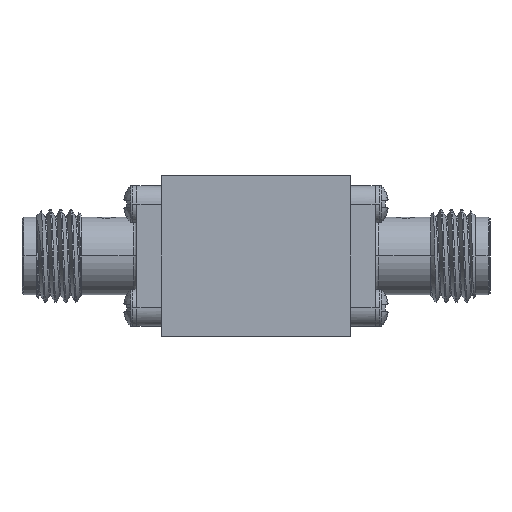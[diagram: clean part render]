
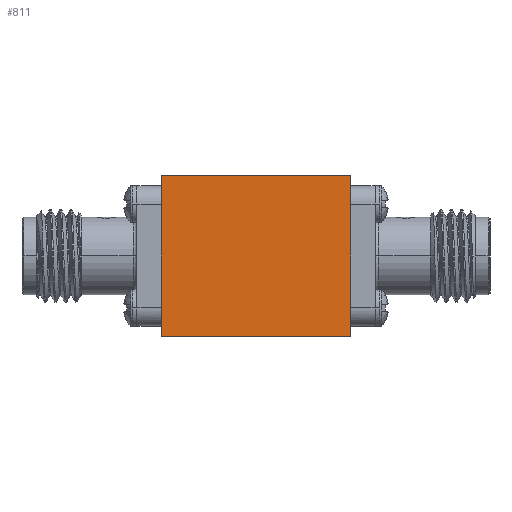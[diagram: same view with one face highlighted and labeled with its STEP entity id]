
A CAD part, left-side view. The second image highlights one B-rep face of the part: STEP entity #811.
In plain terms, the highlighted planar face has unit normal (-1, 0, 0).
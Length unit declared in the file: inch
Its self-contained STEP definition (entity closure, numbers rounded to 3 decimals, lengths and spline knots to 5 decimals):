
#222 = ORIENTED_EDGE ( 'NONE', *, *, #27167, .F. ) ;
#811 = ADVANCED_FACE ( 'NONE', ( #8386 ), #33682, .F. ) ;
#1405 = VERTEX_POINT ( 'NONE', #20930 ) ;
#2488 = CARTESIAN_POINT ( 'NONE',  ( -1.66339, 0.25591, -0.21654 ) ) ;
#3631 = ORIENTED_EDGE ( 'NONE', *, *, #11894, .T. ) ;
#5310 = DIRECTION ( 'NONE',  ( 0., 0., -1. ) ) ;
#5542 = VECTOR ( 'NONE', #28732, 39.37008 ) ;
#5619 = VECTOR ( 'NONE', #26098, 39.37008 ) ;
#7172 = CARTESIAN_POINT ( 'NONE',  ( -1.66339, -0.25591, 0.21654 ) ) ;
#8002 = ORIENTED_EDGE ( 'NONE', *, *, #21540, .T. ) ;
#8358 = EDGE_LOOP ( 'NONE', ( #8002, #25876, #222, #3631 ) ) ;
#8386 = FACE_OUTER_BOUND ( 'NONE', #8358, .T. ) ;
#8561 = VECTOR ( 'NONE', #18263, 39.37008 ) ;
#8652 = VERTEX_POINT ( 'NONE', #28489 ) ;
#10496 = VERTEX_POINT ( 'NONE', #32435 ) ;
#11894 = EDGE_CURVE ( 'NONE', #10496, #27817, #32978, .T. ) ;
#13681 = DIRECTION ( 'NONE',  ( 0., 0., -1. ) ) ;
#15014 = CARTESIAN_POINT ( 'NONE',  ( -1.66339, -0.25591, 0.21654 ) ) ;
#15078 = LINE ( 'NONE', #29089, #5542 ) ;
#16752 = DIRECTION ( 'NONE',  ( 1., 0., 0. ) ) ;
#17732 = LINE ( 'NONE', #15014, #5619 ) ;
#18263 = DIRECTION ( 'NONE',  ( 0., -1., 0. ) ) ;
#18664 = AXIS2_PLACEMENT_3D ( 'NONE', #24766, #16752, #5310 ) ;
#20930 = CARTESIAN_POINT ( 'NONE',  ( -1.66339, -0.25591, 0.21654 ) ) ;
#21540 = EDGE_CURVE ( 'NONE', #27817, #8652, #15078, .T. ) ;
#24168 = EDGE_CURVE ( 'NONE', #1405, #8652, #17732, .T. ) ;
#24766 = CARTESIAN_POINT ( 'NONE',  ( -1.66339, -0.25591, 0.21654 ) ) ;
#25137 = CARTESIAN_POINT ( 'NONE',  ( -1.66339, 0.25591, 0.21654 ) ) ;
#25876 = ORIENTED_EDGE ( 'NONE', *, *, #24168, .F. ) ;
#26098 = DIRECTION ( 'NONE',  ( 0., 0., -1. ) ) ;
#27167 = EDGE_CURVE ( 'NONE', #10496, #1405, #32104, .T. ) ;
#27473 = VECTOR ( 'NONE', #13681, 39.37008 ) ;
#27817 = VERTEX_POINT ( 'NONE', #2488 ) ;
#28489 = CARTESIAN_POINT ( 'NONE',  ( -1.66339, -0.25591, -0.21654 ) ) ;
#28732 = DIRECTION ( 'NONE',  ( 0., -1., 0. ) ) ;
#29089 = CARTESIAN_POINT ( 'NONE',  ( -1.66339, -0.25591, -0.21654 ) ) ;
#32104 = LINE ( 'NONE', #7172, #8561 ) ;
#32435 = CARTESIAN_POINT ( 'NONE',  ( -1.66339, 0.25591, 0.21654 ) ) ;
#32978 = LINE ( 'NONE', #25137, #27473 ) ;
#33682 = PLANE ( 'NONE',  #18664 ) ;
